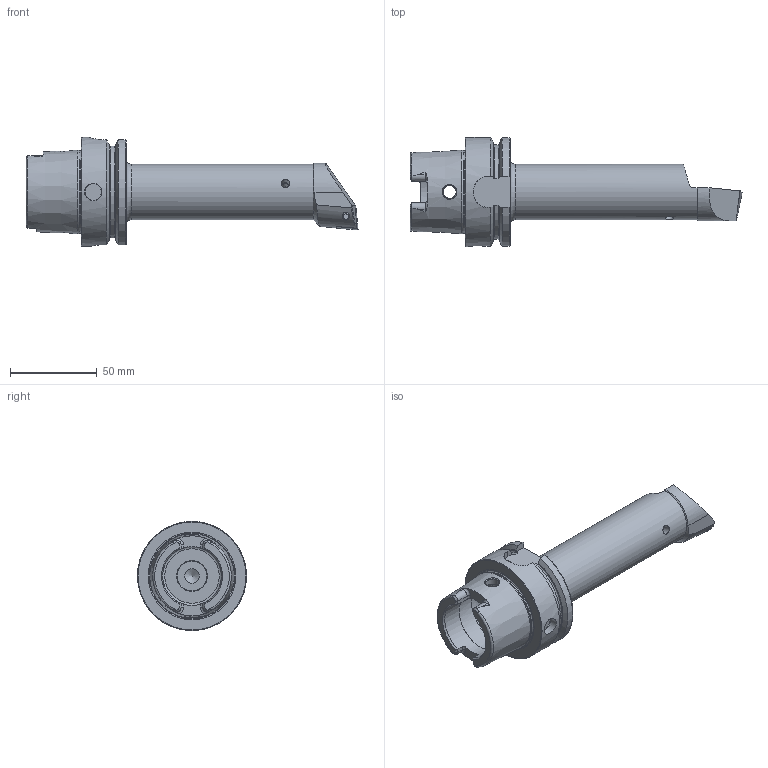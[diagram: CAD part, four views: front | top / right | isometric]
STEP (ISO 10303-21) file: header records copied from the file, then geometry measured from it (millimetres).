
FILE_DESCRIPTION (( 'STEP AP214' ), '1' );
FILE_NAME ('HA6.BCC.RLB.160.STEP', '2020-09-22T10:44:11', ( '' ), ( '' ), 'SwSTEP 2.0', 'SolidWorks 2017', '' );
FILE_SCHEMA (( 'AUTOMOTIVE_DESIGN' ));
Length unit declared in the file: millimetre
Products named in the file (4): WCC-ER2.001.010_A; HA6-BCC.RLB.160_B; CCMT120404; HA6.BCC.RLB.160
Assembly tree (3 placements, depth 2):
  HA6.BCC.RLB.160
    HA6-BCC.RLB.160_B
    CCMT120404
    WCC-ER2.001.010_A
Bounding box: 191.86 x 63 x 63 mm (x, y, z)
Volume: 170139.5 mm3; surface area: 38534.1 mm2
Topology: 3 solids, 3 shells, 208 faces, 551 edges, 344 vertices
Faces by surface type: plane 73, cylinder 56, cone 40, torus 24, bspline 15
Full cylindrical faces by diameter (mm): 4.2 x5, 5 x2, 5.5 x1, 7 x1, 7.5 x2, 7.6 x1, 8.4 x1, 10 x1, 17 x1, 19 x1, 32 x1, 34 x2, 40 x1, 47.941 x1, 63 x1
Entity records: 8062 total; most frequent: CARTESIAN_POINT 3336, ORIENTED_EDGE 954, DIRECTION 863, EDGE_CURVE 477, AXIS2_PLACEMENT_3D 345, VERTEX_POINT 327, EDGE_LOOP 272, FACE_OUTER_BOUND 243
